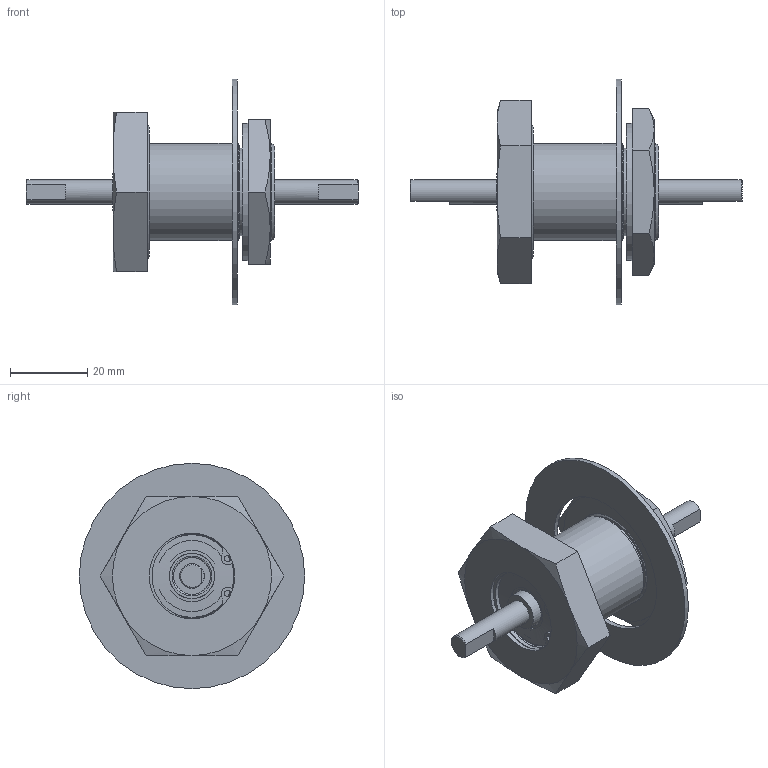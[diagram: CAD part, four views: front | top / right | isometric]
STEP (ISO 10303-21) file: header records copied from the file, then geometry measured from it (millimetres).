
FILE_DESCRIPTION (( 'STEP AP203' ), '1' );
FILE_NAME ('FD-LSR-0250-LC.STEP', '2023-08-23T15:47:40', ( '' ), ( '' ), 'SwSTEP 2.0', 'SolidWorks 2019', '' );
FILE_SCHEMA (( 'CONFIG_CONTROL_DESIGN' ));
Length unit declared in the file: inch
Products named in the file (19): 92111350 Nut; Oring 2-026; 97092621; 97092610 Shaft; FD-LSR-0250-LC; 97092650 Polpc_97092654 no stages; curved spring washer_U437-120 990206; curved spring washer; instrument ball bearing_ai; basic internal retaining ring_ai; 91081741 Washer; instrument ball bearing_ai_AFBMA 12.2 - 0.3750 - 0.8750 - 0.2188 - 10,SI,NC,10; basic internal retaining ring_ai_B27.1 - NA2-93; 91081741 Washer_600150; 97092610 Shaft_-12 no stages
Assembly tree (10 placements, depth 3):
  92111350 Nut
  97092610 Shaft
  Oring 2-026
  FD-LSR-0250-LC
    97092621
    97092650 Polpc_97092654 no stages
      97092610 Shaft_-12 no stages
    instrument ball bearing_ai_AFBMA 12.2 - 0.3750 - 0.8750 - 0.2188 - 10,SI,NC,10  x2
    basic internal retaining ring_ai_B27.1 - NA2-93
    92111350 Nut
    91081741 Washer_600150
    Oring 2-026
    curved spring washer_U437-120 990206
  curved spring washer
Bounding box: 86.11 x 58.45 x 58.45 mm (x, y, z)
Volume: 35371.4 mm3; surface area: 24000.2 mm2
Topology: 9 solids, 9 shells, 142 faces, 277 edges, 174 vertices
Faces by surface type: plane 55, cylinder 46, cone 21, torus 20
Full cylindrical faces by diameter (mm): 1.575 x2, 6.337 x2, 9.512 x2, 9.525 x2, 9.53 x2, 10.516 x1, 11.506 x2, 11.735 x1, 13.335 x4, 18.415 x4, 18.898 x1, 21.112 x1, 21.768 x1, 22.225 x2, 22.236 x2, 22.682 x1, 23.444 x1, 23.647 x1, 25.171 x1, 25.357 x1, 25.654 x1, 35.56 x1, 37.592 x1, 58.445 x1
Entity records: 5124 total; most frequent: CARTESIAN_POINT 961, DIRECTION 542, ORIENTED_EDGE 368, AXIS2_PLACEMENT_3D 249, EDGE_LOOP 212, EDGE_CURVE 184, FACE_OUTER_BOUND 170, PERSON_AND_ORGANIZATION 162
